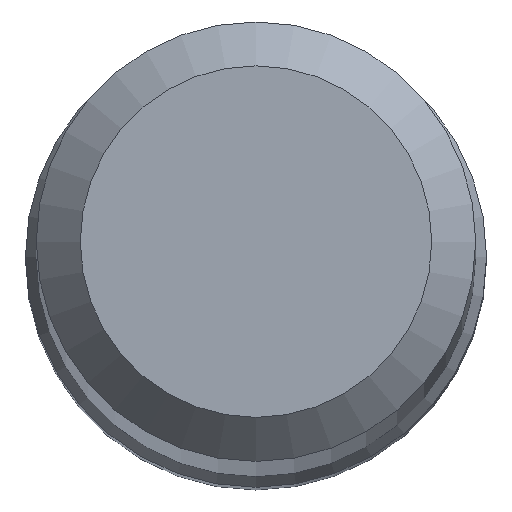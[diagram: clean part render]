
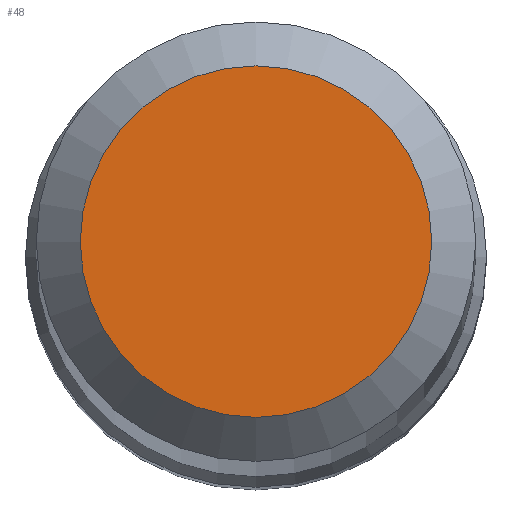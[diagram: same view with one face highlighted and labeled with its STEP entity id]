
A CAD part, top view. The second image highlights one B-rep face of the part: STEP entity #48.
In plain terms, the highlighted planar face has unit normal (0, 0, 1).
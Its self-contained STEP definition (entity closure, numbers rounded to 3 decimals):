
#5 = CARTESIAN_POINT ( 'NONE',  ( 0., 1.2, 70. ) ) ;
#22 = EDGE_LOOP ( 'NONE', ( #135 ) ) ;
#26 = DIRECTION ( 'NONE',  ( 0., 1., 0. ) ) ;
#48 = ADVANCED_FACE ( 'NONE', ( #114 ), #208, .T. ) ;
#84 = DIRECTION ( 'NONE',  ( 0., 0., -1. ) ) ;
#108 = AXIS2_PLACEMENT_3D ( 'NONE', #194, #84, #26 ) ;
#114 = FACE_OUTER_BOUND ( 'NONE', #22, .T. ) ;
#133 = CARTESIAN_POINT ( 'NONE',  ( 0., 0., 70. ) ) ;
#135 = ORIENTED_EDGE ( 'NONE', *, *, #229, .F. ) ;
#138 = CIRCLE ( 'NONE', #108, 1.2 ) ;
#179 = AXIS2_PLACEMENT_3D ( 'NONE', #133, #235, #237 ) ;
#194 = CARTESIAN_POINT ( 'NONE',  ( 0., 0., 70. ) ) ;
#208 = PLANE ( 'NONE',  #179 ) ;
#223 = VERTEX_POINT ( 'NONE', #5 ) ;
#229 = EDGE_CURVE ( 'NONE', #223, #223, #138, .T. ) ;
#235 = DIRECTION ( 'NONE',  ( 0., 0., 1. ) ) ;
#237 = DIRECTION ( 'NONE',  ( 0., -1., 0. ) ) ;
